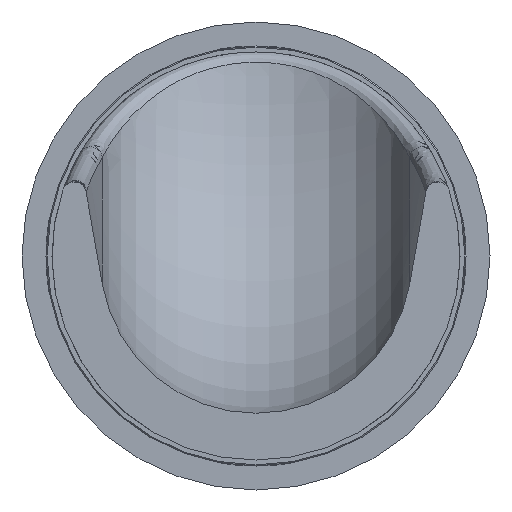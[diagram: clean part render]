
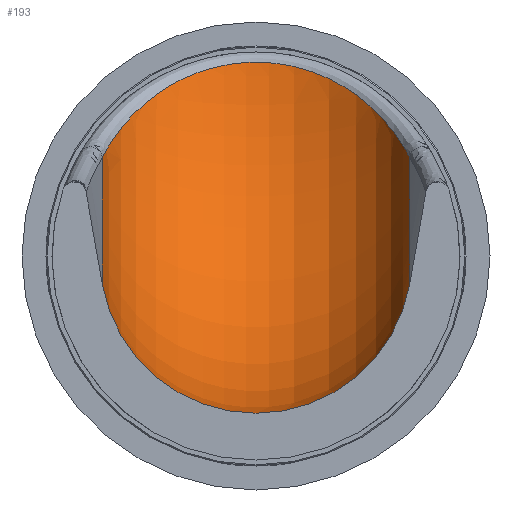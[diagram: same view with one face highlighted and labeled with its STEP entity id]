
A CAD part, front view. The second image highlights one B-rep face of the part: STEP entity #193.
In plain terms, the highlighted toroidal (fillet/blend) face has major radius 2.126 mm and minor radius 1.3 mm.
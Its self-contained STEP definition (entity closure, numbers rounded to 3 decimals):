
#32 = DIRECTION ( 'NONE',  ( 1., 0., 0. ) ) ;
#108 = CARTESIAN_POINT ( 'NONE',  ( 0., -21.5, -0.01 ) ) ;
#179 = DIRECTION ( 'NONE',  ( 1., 0., 0. ) ) ;
#193 = ADVANCED_FACE ( 'Defeature ausgef�hrt2_6', ( #4382 ), #4038, .F. ) ;
#202 = CIRCLE ( 'NONE', #2841, 2.352 ) ;
#203 = CARTESIAN_POINT ( 'NONE',  ( -1.28, -21.5, -0.236 ) ) ;
#206 = DIRECTION ( 'NONE',  ( 0., 0., -1. ) ) ;
#207 = CARTESIAN_POINT ( 'NONE',  ( -1.28, -19.537, 0.821 ) ) ;
#223 = EDGE_CURVE ( 'Defeature ausgef�hrt2_8+Defeature ausgef�hrt2_6+Defeature ausgef�hrt2_4+Defeature ausgef�hrt2_41', #1409, #4246, #2111, .T. ) ;
#311 = CARTESIAN_POINT ( 'NONE',  ( 0.813, -18.449, 1.36 ) ) ;
#351 = CARTESIAN_POINT ( 'NONE',  ( -1.219, -19.183, 0.937 ) ) ;
#426 = CARTESIAN_POINT ( 'NONE',  ( 1.28, -21.5, 2.116 ) ) ;
#483 = ORIENTED_EDGE ( 'NONE', *, *, #2448, .T. ) ;
#694 = CARTESIAN_POINT ( 'NONE',  ( 0.684, -18.337, 1.44 ) ) ;
#722 = CARTESIAN_POINT ( 'NONE',  ( -0.191, -18.111, 1.614 ) ) ;
#910 = CARTESIAN_POINT ( 'NONE',  ( 0., -21.5, -1.31 ) ) ;
#979 = AXIS2_PLACEMENT_3D ( 'NONE', #1721, #2517, #206 ) ;
#1097 = CARTESIAN_POINT ( 'NONE',  ( -1.258, -19.353, 0.867 ) ) ;
#1210 = ORIENTED_EDGE ( 'NONE', *, *, #3426, .T. ) ;
#1248 = EDGE_LOOP ( 'NONE', ( #483, #1210, #4662, #4525, #3569 ) ) ;
#1344 = VERTEX_POINT ( 'NONE', #910 ) ;
#1409 = VERTEX_POINT ( 'NONE', #203 ) ;
#1468 = CARTESIAN_POINT ( 'NONE',  ( 0.454, -18.202, 1.542 ) ) ;
#1721 = CARTESIAN_POINT ( 'NONE',  ( 0., -21.5, -0.01 ) ) ;
#1854 = CARTESIAN_POINT ( 'NONE',  ( 0.871, -18.51, 1.318 ) ) ;
#1971 = VERTEX_POINT ( 'NONE', #4151 ) ;
#1989 = DIRECTION ( 'NONE',  ( 0., 0., -1. ) ) ;
#2111 = CIRCLE ( 'NONE', #4091, 2.352 ) ;
#2217 = CARTESIAN_POINT ( 'NONE',  ( 1.28, -19.537, 0.821 ) ) ;
#2244 = CARTESIAN_POINT ( 'NONE',  ( -1.102, -18.859, 1.097 ) ) ;
#2259 = CARTESIAN_POINT ( 'NONE',  ( -1.28, -19.537, 0.821 ) ) ;
#2344 = CARTESIAN_POINT ( 'NONE',  ( 1.28, -19.537, 0.821 ) ) ;
#2448 = EDGE_CURVE ( 'Defeature ausgef�hrt2_6+Defeature ausgef�hrt2_7+Defeature ausgef�hrt2_5+Defeature ausgef�hrt2_42', #1971, #3544, #202, .T. ) ;
#2517 = DIRECTION ( 'NONE',  ( 0., -1., 0. ) ) ;
#2594 = CARTESIAN_POINT ( 'NONE',  ( 1.025, -18.71, 1.187 ) ) ;
#2596 = AXIS2_PLACEMENT_3D ( 'NONE', #4292, #179, #1989 ) ;
#2622 = CARTESIAN_POINT ( 'NONE',  ( 0.368, -18.168, 1.569 ) ) ;
#2678 = EDGE_CURVE ( 'Defeature ausgef�hrt2_6+Defeature ausgef�hrt2_5+Defeature ausgef�hrt2_8+Defeature ausgef�hrt2_7', #1344, #1971, #4435, .T. ) ;
#2685 = EDGE_CURVE ( 'Defeature ausgef�hrt2_6+Defeature ausgef�hrt2_5+Defeature ausgef�hrt2_8+Defeature ausgef�hrt2_7', #1409, #1344, #3196, .T. ) ;
#2687 = DIRECTION ( 'NONE',  ( 0., 0., -1. ) ) ;
#2815 = DIRECTION ( 'NONE',  ( 0., 0., -1. ) ) ;
#2841 = AXIS2_PLACEMENT_3D ( 'NONE', #426, #4214, #3498 ) ;
#2967 = CARTESIAN_POINT ( 'NONE',  ( 0.611, -18.286, 1.478 ) ) ;
#3196 = CIRCLE ( 'NONE', #979, 1.3 ) ;
#3322 = CARTESIAN_POINT ( 'NONE',  ( -0.821, -18.446, 1.36 ) ) ;
#3348 = CARTESIAN_POINT ( 'NONE',  ( -1.026, -18.711, 1.186 ) ) ;
#3384 = CARTESIAN_POINT ( 'NONE',  ( 0.092, -18.111, 1.615 ) ) ;
#3426 = EDGE_CURVE ( 'Defeature ausgef�hrt2_6+Defeature ausgef�hrt2_42+Defeature ausgef�hrt2_7+Defeature ausgef�hrt2_8', #3544, #4246, #4674, .T. ) ;
#3498 = DIRECTION ( 'NONE',  ( 0., 0., -1. ) ) ;
#3544 = VERTEX_POINT ( 'NONE', #2344 ) ;
#3569 = ORIENTED_EDGE ( 'NONE', *, *, #2678, .T. ) ;
#3743 = CARTESIAN_POINT ( 'NONE',  ( 1.218, -19.18, 0.938 ) ) ;
#3863 = DIRECTION ( 'NONE',  ( 0., -1., 0. ) ) ;
#4038 = TOROIDAL_SURFACE ( 'NONE', #2596, 2.126, 1.3 ) ;
#4091 = AXIS2_PLACEMENT_3D ( 'NONE', #4592, #32, #2687 ) ;
#4120 = CARTESIAN_POINT ( 'NONE',  ( 0.188, -18.123, 1.605 ) ) ;
#4151 = CARTESIAN_POINT ( 'NONE',  ( 1.28, -21.5, -0.236 ) ) ;
#4187 = AXIS2_PLACEMENT_3D ( 'NONE', #108, #3863, #2815 ) ;
#4214 = DIRECTION ( 'NONE',  ( 1., 0., 0. ) ) ;
#4246 = VERTEX_POINT ( 'NONE', #207 ) ;
#4292 = CARTESIAN_POINT ( 'NONE',  ( 0., -21.5, 2.116 ) ) ;
#4382 = FACE_OUTER_BOUND ( 'NONE', #1248, .T. ) ;
#4435 = CIRCLE ( 'NONE', #4187, 1.3 ) ;
#4483 = CARTESIAN_POINT ( 'NONE',  ( -0.377, -18.161, 1.574 ) ) ;
#4500 = CARTESIAN_POINT ( 'NONE',  ( 1.102, -18.859, 1.098 ) ) ;
#4519 = CARTESIAN_POINT ( 'NONE',  ( -0.692, -18.329, 1.445 ) ) ;
#4525 = ORIENTED_EDGE ( 'NONE', *, *, #2685, .T. ) ;
#4592 = CARTESIAN_POINT ( 'NONE',  ( -1.28, -21.5, 2.116 ) ) ;
#4662 = ORIENTED_EDGE ( 'NONE', *, *, #223, .F. ) ;
#4674 = B_SPLINE_CURVE_WITH_KNOTS ( 'NONE', 3,
 ( #2217, #4878, #3743, #4500, #2594, #1854, #311, #694, #2967, #1468, #2622, #4120, #3384, #722, #4483, #4519, #3322, #3348, #2244, #351, #1097, #2259 ),
 .UNSPECIFIED., .F., .F.,
 ( 4, 2, 2, 2, 2, 2, 2, 2, 2, 2, 4 ),
 ( 0., 0.001, 0.001, 0.001, 0.002, 0.002, 0.002, 0.003, 0.003, 0.004, 0.005 ),
 .UNSPECIFIED. ) ;
#4878 = CARTESIAN_POINT ( 'NONE',  ( 1.258, -19.353, 0.867 ) ) ;
